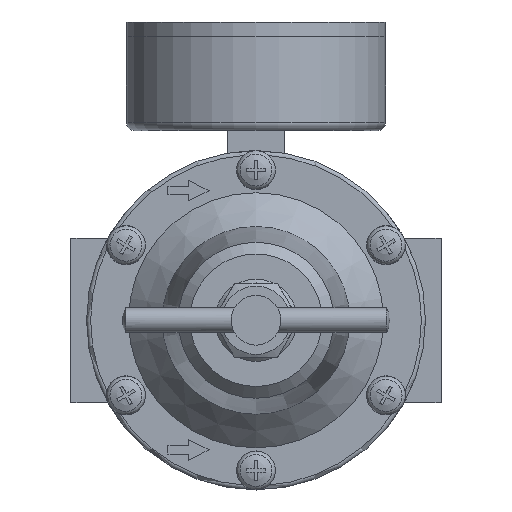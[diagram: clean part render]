
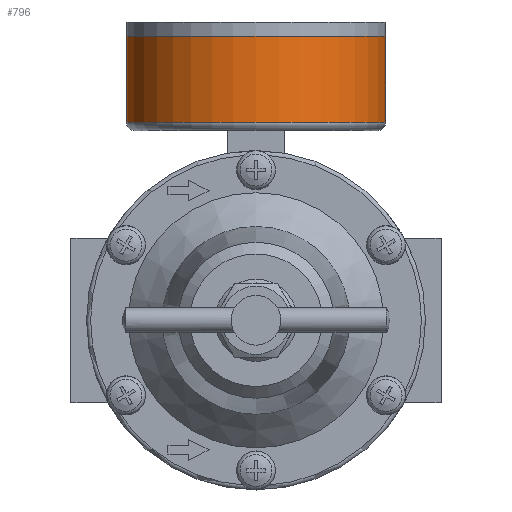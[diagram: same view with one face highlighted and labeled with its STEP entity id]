
A CAD part, front view. The second image highlights one B-rep face of the part: STEP entity #796.
In plain terms, the highlighted cylindrical face has radius 31.5 mm (diameter 63 mm), a full revolution.
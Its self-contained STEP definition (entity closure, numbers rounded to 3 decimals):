
#796 = ADVANCED_FACE( '', ( #1694, #1695 ), #1696, .T. );
#1694 = FACE_OUTER_BOUND( '', #2644, .T. );
#1695 = FACE_OUTER_BOUND( '', #2645, .T. );
#1696 = CYLINDRICAL_SURFACE( '', #2646, 31.5 );
#2644 = EDGE_LOOP( '', ( #4698 ) );
#2645 = EDGE_LOOP( '', ( #4699 ) );
#2646 = AXIS2_PLACEMENT_3D( '', #4700, #4701, #4702 );
#4698 = ORIENTED_EDGE( '', *, *, #5962, .F. );
#4699 = ORIENTED_EDGE( '', *, *, #5986, .T. );
#4700 = CARTESIAN_POINT( '', ( 0., 0., 19.5 ) );
#4701 = DIRECTION( '', ( 0., 0., 1. ) );
#4702 = DIRECTION( '', ( -1., 0., 0. ) );
#5962 = EDGE_CURVE( '', #7274, #7274, #7275, .T. );
#5986 = EDGE_CURVE( '', #7301, #7301, #7302, .T. );
#7274 = VERTEX_POINT( '', #9597 );
#7275 = CIRCLE( '', #9598, 31.5 );
#7301 = VERTEX_POINT( '', #9644 );
#7302 = CIRCLE( '', #9645, 31.5 );
#9597 = CARTESIAN_POINT( '', ( -31.5, 0., 21.5 ) );
#9598 = AXIS2_PLACEMENT_3D( '', #10678, #10679, #10680 );
#9644 = CARTESIAN_POINT( '', ( -31.5, 0., 42.38 ) );
#9645 = AXIS2_PLACEMENT_3D( '', #10696, #10697, #10698 );
#10678 = CARTESIAN_POINT( '', ( 0., 0., 21.5 ) );
#10679 = DIRECTION( '', ( 0., 0., -1. ) );
#10680 = DIRECTION( '', ( -1., 0., 0. ) );
#10696 = CARTESIAN_POINT( '', ( 0., 0., 42.38 ) );
#10697 = DIRECTION( '', ( 0., 0., -1. ) );
#10698 = DIRECTION( '', ( -1., 0., 0. ) );
